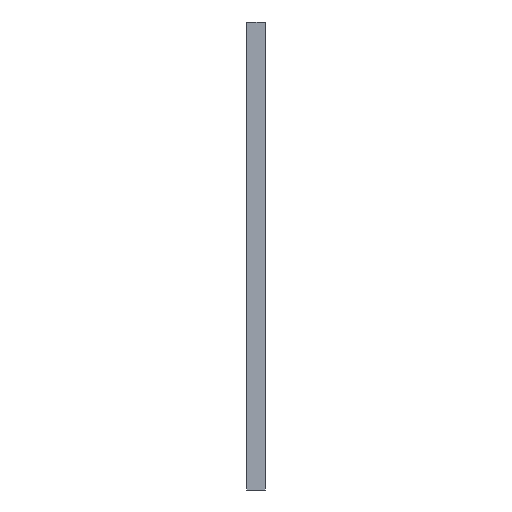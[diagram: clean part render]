
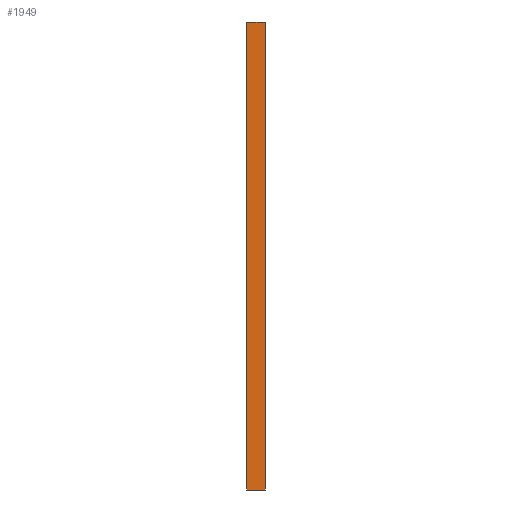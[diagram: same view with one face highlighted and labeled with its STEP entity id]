
A CAD part, left-side view. The second image highlights one B-rep face of the part: STEP entity #1949.
In plain terms, the highlighted planar face has unit normal (-1, 0, 0).
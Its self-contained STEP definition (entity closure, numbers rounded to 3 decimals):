
#1112=CARTESIAN_POINT('',(-185.976,312.196,570.032));
#1113=VERTEX_POINT('',#1112);
#1120=CARTESIAN_POINT('',(-185.976,312.196,470.032));
#1121=VERTEX_POINT('',#1120);
#1122=CARTESIAN_POINT('',(-185.976,312.196,570.032));
#1123=DIRECTION('',(0.,0.,-1.));
#1124=VECTOR('',#1123,100.);
#1125=LINE('',#1122,#1124);
#1126=EDGE_CURVE('',#1113,#1121,#1125,.T.);
#1768=CARTESIAN_POINT('',(-185.976,316.199,570.032));
#1769=VERTEX_POINT('',#1768);
#1784=CARTESIAN_POINT('',(-185.976,316.199,470.032));
#1785=VERTEX_POINT('',#1784);
#1792=CARTESIAN_POINT('',(-185.976,316.199,570.032));
#1793=DIRECTION('',(0.,0.,-1.));
#1794=VECTOR('',#1793,100.);
#1795=LINE('',#1792,#1794);
#1796=EDGE_CURVE('',#1769,#1785,#1795,.T.);
#1917=CARTESIAN_POINT('',(-185.976,312.196,570.032));
#1918=DIRECTION('',(-0.,1.,0.));
#1919=VECTOR('',#1918,4.003);
#1920=LINE('',#1917,#1919);
#1921=EDGE_CURVE('',#1113,#1769,#1920,.T.);
#1933=CARTESIAN_POINT('',(-185.976,312.196,570.032));
#1934=DIRECTION('',(1.,0.,0.));
#1935=DIRECTION('',(0.,0.,-1.));
#1936=AXIS2_PLACEMENT_3D('',#1933,#1934,#1935);
#1937=PLANE('',#1936);
#1938=ORIENTED_EDGE('',*,*,#1796,.T.);
#1939=CARTESIAN_POINT('',(-185.976,312.196,470.032));
#1940=DIRECTION('',(-0.,1.,0.));
#1941=VECTOR('',#1940,4.003);
#1942=LINE('',#1939,#1941);
#1943=EDGE_CURVE('',#1121,#1785,#1942,.T.);
#1944=ORIENTED_EDGE('',*,*,#1943,.F.);
#1945=ORIENTED_EDGE('',*,*,#1126,.F.);
#1946=ORIENTED_EDGE('',*,*,#1921,.T.);
#1947=EDGE_LOOP('',(#1938,#1944,#1945,#1946));
#1948=FACE_BOUND('',#1947,.T.);
#1949=ADVANCED_FACE('',(#1948),#1937,.F.);
